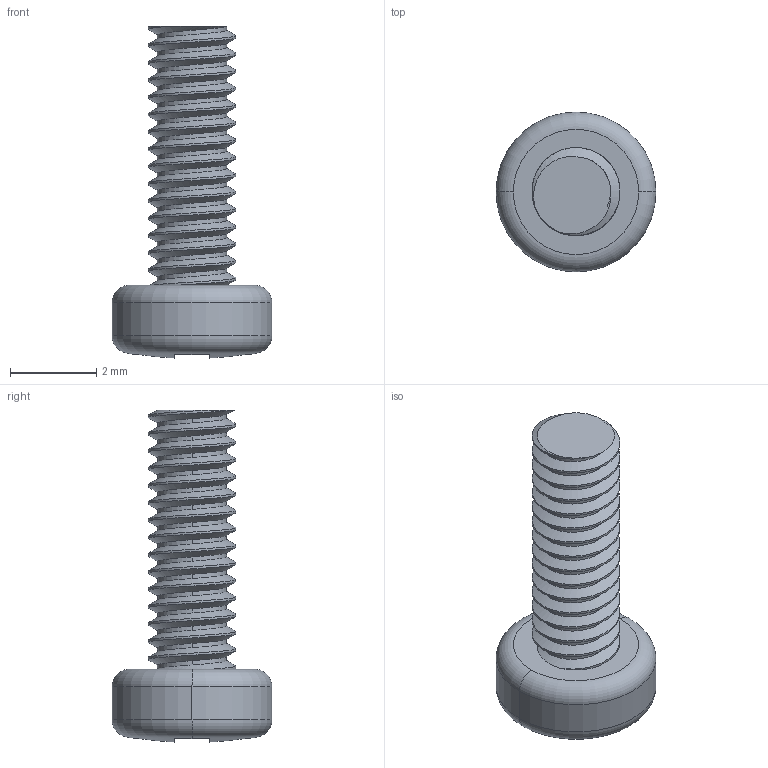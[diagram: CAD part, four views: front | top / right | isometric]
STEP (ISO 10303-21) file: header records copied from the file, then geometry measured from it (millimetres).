
FILE_DESCRIPTION (( 'STEP AP214' ), '1' );
FILE_NAME ('Bolt M2x6.STEP', '2021-06-04T11:07:24', ( '' ), ( '' ), 'SwSTEP 2.0', 'SolidWorks 2016', '' );
FILE_SCHEMA (( 'AUTOMOTIVE_DESIGN' ));
Length unit declared in the file: millimetre
Products named in the file (2): Bolt M2x6
Bounding box: 3.7 x 3.7 x 7.68 mm (x, y, z)
Volume: 28.4 mm3; surface area: 100 mm2
Topology: 1 solids, 1 shells, 61 faces, 163 edges, 105 vertices
Faces by surface type: cylinder 33, plane 19, torus 6, bspline 3
Entity records: 3662 total; most frequent: CARTESIAN_POINT 2320, ORIENTED_EDGE 326, DIRECTION 216, EDGE_CURVE 163, VERTEX_POINT 105, AXIS2_PLACEMENT_3D 76, VECTOR 64, LINE 64
